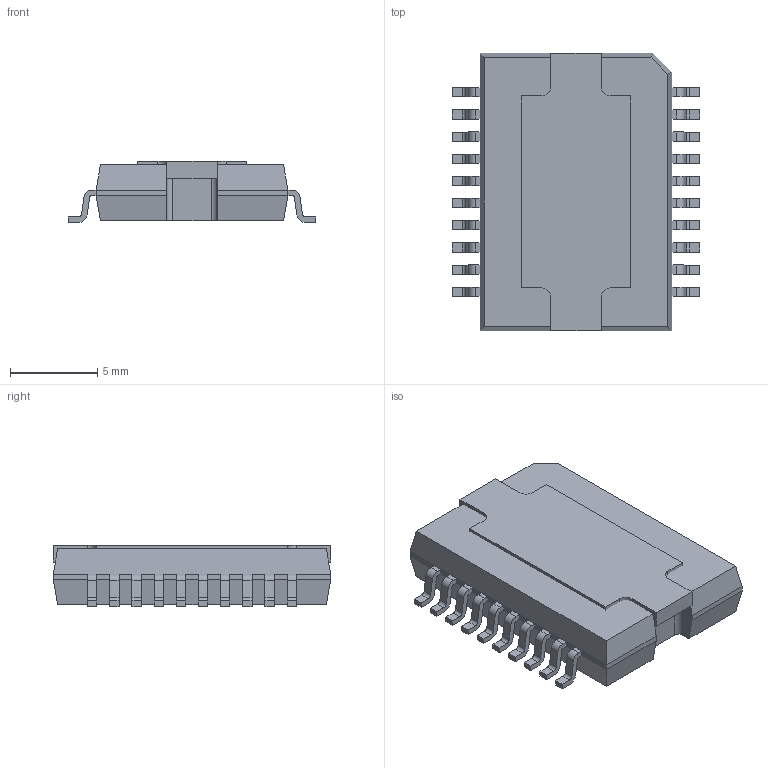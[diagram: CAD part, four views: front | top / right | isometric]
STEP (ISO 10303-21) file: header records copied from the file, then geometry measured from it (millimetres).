
FILE_DESCRIPTION((''),'2;1');
FILE_NAME('ST_POWERSO-20 SLUG-UP.stp','2013-01-17T15:51:46',(''),(''),'Mechanical Desktop 2011','Mechanical Desktop 2011',', , ');
FILE_SCHEMA(('AUTOMOTIVE_DESIGN { 1 2 10303 214 1 1 1 1 }'));
Length unit declared in the file: millimetre
Products named in the file (1): Product
Bounding box: 14.2 x 15.9 x 3.5 mm (x, y, z)
Volume: 608.4 mm3; surface area: 801 mm2
Topology: 22 solids, 22 shells, 329 faces, 851 edges, 564 vertices
Faces by surface type: bspline 146, plane 137, cylinder 46
Entity records: 10562 total; most frequent: CARTESIAN_POINT 2771, ORIENTED_EDGE 1702, DIRECTION 1395, EDGE_CURVE 851, VECTOR 675, LINE 675, VERTEX_POINT 564, AXIS2_PLACEMENT_3D 360
